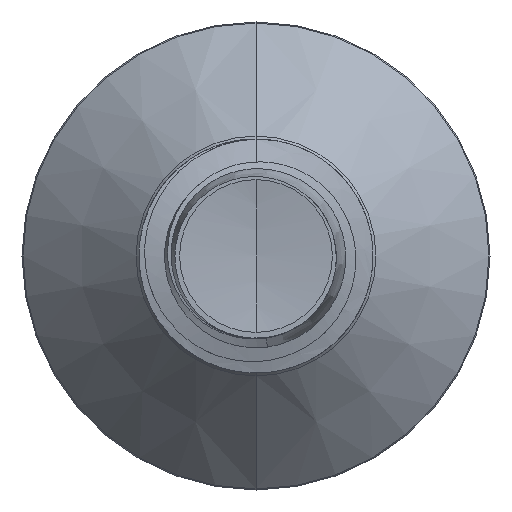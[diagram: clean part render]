
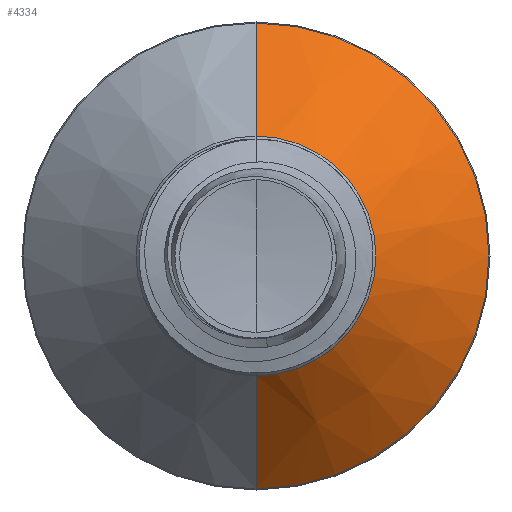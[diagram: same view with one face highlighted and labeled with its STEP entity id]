
A CAD part, front view. The second image highlights one B-rep face of the part: STEP entity #4334.
In plain terms, the highlighted conical face has half-angle 45 degrees and reference radius 2.563 mm.
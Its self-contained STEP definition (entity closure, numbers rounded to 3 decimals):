
#317 = DIRECTION ( 'NONE',  ( 0., 0., 1. ) ) ;
#338 = ORIENTED_EDGE ( 'NONE', *, *, #25047, .F. ) ;
#828 = DIRECTION ( 'NONE',  ( 0., 0.707, -0.707 ) ) ;
#3425 = VERTEX_POINT ( 'NONE', #4338 ) ;
#3861 = DIRECTION ( 'NONE',  ( 0., 1., 0. ) ) ;
#4112 = VERTEX_POINT ( 'NONE', #11346 ) ;
#4334 = ADVANCED_FACE ( 'NONE', ( #13643 ), #17526, .T. ) ;
#4338 = CARTESIAN_POINT ( 'NONE',  ( 0., 11.813, 2.563 ) ) ;
#4373 = AXIS2_PLACEMENT_3D ( 'NONE', #15536, #21652, #23550 ) ;
#6051 = CIRCLE ( 'NONE', #17759, 4.978 ) ;
#6239 = ORIENTED_EDGE ( 'NONE', *, *, #9753, .F. ) ;
#6639 = CARTESIAN_POINT ( 'NONE',  ( 0., 14.228, 4.978 ) ) ;
#6848 = EDGE_LOOP ( 'NONE', ( #21164, #7332, #338, #6239 ) ) ;
#7332 = ORIENTED_EDGE ( 'NONE', *, *, #12266, .T. ) ;
#7394 = EDGE_CURVE ( 'NONE', #3425, #4112, #18114, .T. ) ;
#7773 = VERTEX_POINT ( 'NONE', #6639 ) ;
#7947 = VECTOR ( 'NONE', #828, 1000. ) ;
#9622 = VERTEX_POINT ( 'NONE', #23516 ) ;
#9753 = EDGE_CURVE ( 'NONE', #3425, #7773, #10961, .T. ) ;
#10961 = LINE ( 'NONE', #23770, #19932 ) ;
#11346 = CARTESIAN_POINT ( 'NONE',  ( 0., 11.813, -2.563 ) ) ;
#11560 = AXIS2_PLACEMENT_3D ( 'NONE', #23479, #12011, #317 ) ;
#12011 = DIRECTION ( 'NONE',  ( 0., 1., 0. ) ) ;
#12266 = EDGE_CURVE ( 'NONE', #4112, #9622, #19281, .T. ) ;
#13643 = FACE_OUTER_BOUND ( 'NONE', #6848, .T. ) ;
#14382 = CARTESIAN_POINT ( 'NONE',  ( 0., 11.813, -2.563 ) ) ;
#15335 = CARTESIAN_POINT ( 'NONE',  ( 0., 14.228, 0. ) ) ;
#15536 = CARTESIAN_POINT ( 'NONE',  ( 0., 11.813, 0. ) ) ;
#17265 = DIRECTION ( 'NONE',  ( 0., 0., 1. ) ) ;
#17526 = CONICAL_SURFACE ( 'NONE', #4373, 2.563, 0.785 ) ;
#17759 = AXIS2_PLACEMENT_3D ( 'NONE', #15335, #3861, #17265 ) ;
#18114 = CIRCLE ( 'NONE', #11560, 2.563 ) ;
#18284 = DIRECTION ( 'NONE',  ( 0., 0.707, 0.707 ) ) ;
#19281 = LINE ( 'NONE', #14382, #7947 ) ;
#19932 = VECTOR ( 'NONE', #18284, 1000. ) ;
#21164 = ORIENTED_EDGE ( 'NONE', *, *, #7394, .T. ) ;
#21652 = DIRECTION ( 'NONE',  ( 0., 1., 0. ) ) ;
#23479 = CARTESIAN_POINT ( 'NONE',  ( 0., 11.813, 0. ) ) ;
#23516 = CARTESIAN_POINT ( 'NONE',  ( 0., 14.228, -4.978 ) ) ;
#23550 = DIRECTION ( 'NONE',  ( 0., 0., 1. ) ) ;
#23770 = CARTESIAN_POINT ( 'NONE',  ( 0., 11.813, 2.563 ) ) ;
#25047 = EDGE_CURVE ( 'NONE', #7773, #9622, #6051, .T. ) ;
